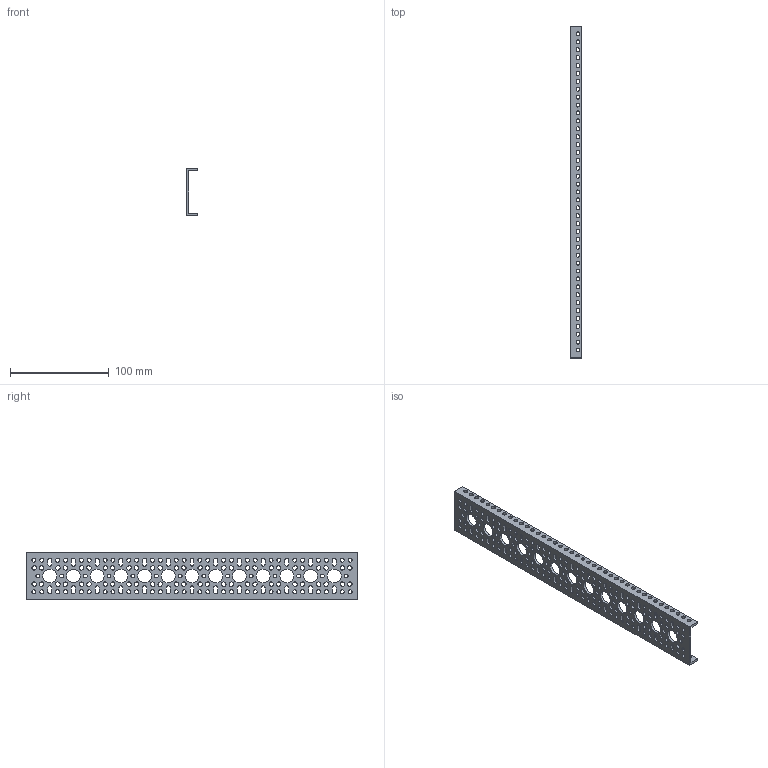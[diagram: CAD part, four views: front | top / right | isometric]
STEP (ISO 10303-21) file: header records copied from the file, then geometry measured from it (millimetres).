
FILE_DESCRIPTION (( 'STEP AP203' ), '1' );
FILE_NAME ('1107-0013-0336.STEP', '2017-03-30T19:41:00', ( '' ), ( '' ), 'SwSTEP 2.0', 'SolidWorks 2016', '' );
FILE_SCHEMA (( 'CONFIG_CONTROL_DESIGN' ));
Length unit declared in the file: millimetre
Products named in the file (1): 1107-0013-0336
Bounding box: 12 x 336 x 48 mm (x, y, z)
Volume: 42501.4 mm3; surface area: 45509 mm2
Topology: 1 solids, 1 shells, 750 faces, 2244 edges, 1496 vertices
Faces by surface type: cylinder 576, plane 174
Entity records: 26925 total; most frequent: DIRECTION 4898, CARTESIAN_POINT 4491, ORIENTED_EDGE 4488, EDGE_CURVE 2244, AXIS2_PLACEMENT_3D 1903, VERTEX_POINT 1496, EDGE_LOOP 1244, CIRCLE 1152
